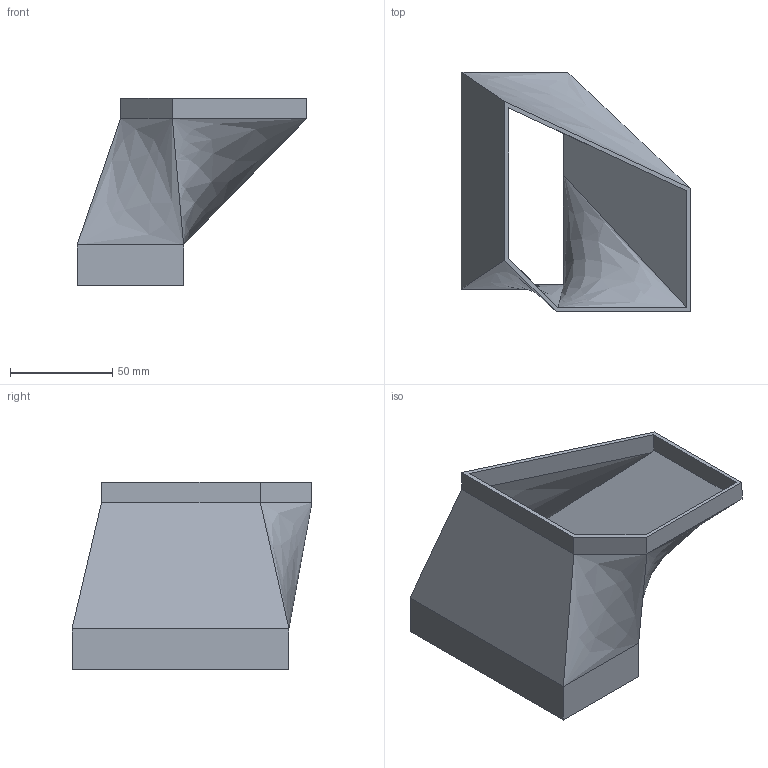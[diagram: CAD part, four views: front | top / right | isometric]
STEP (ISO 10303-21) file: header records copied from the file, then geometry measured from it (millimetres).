
FILE_DESCRIPTION (( 'STEP AP203' ), '1' );
FILE_NAME ('076722_-.step', '2019-08-07T07:47:55', ( '' ), ( '' ), 'SwSTEP 2.0', 'SolidWorks 2017', '' );
FILE_SCHEMA (( 'CONFIG_CONTROL_DESIGN' ));
Length unit declared in the file: millimetre
Products named in the file (1): 076722_-
Bounding box: 112.25 x 117.25 x 91.75 mm (x, y, z)
Volume: 61981.6 mm3; surface area: 63264.2 mm2
Topology: 1 solids, 1 shells, 30 faces, 78 edges, 50 vertices
Faces by surface type: plane 24, bspline 6
Entity records: 1506 total; most frequent: CARTESIAN_POINT 746, ORIENTED_EDGE 156, DIRECTION 109, EDGE_CURVE 78, VECTOR 59, LINE 59, VERTEX_POINT 50, EDGE_LOOP 32
